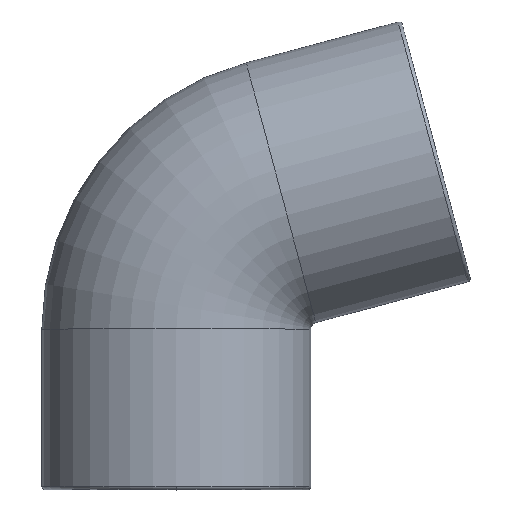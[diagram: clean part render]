
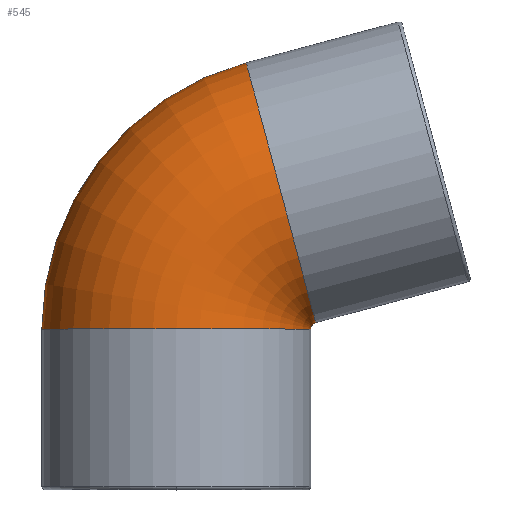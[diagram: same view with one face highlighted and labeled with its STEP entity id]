
A CAD part, top view. The second image highlights one B-rep face of the part: STEP entity #545.
In plain terms, the highlighted toroidal (fillet/blend) face has major radius 21 mm and minor radius 20 mm.
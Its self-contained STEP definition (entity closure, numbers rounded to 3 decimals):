
#31 = CIRCLE ( 'NONE', #1056, 20. ) ;
#157 = CARTESIAN_POINT ( 'NONE',  ( -20., 23.886, 0. ) ) ;
#287 = VERTEX_POINT ( 'NONE', #4011 ) ;
#324 = AXIS2_PLACEMENT_3D ( 'NONE', #3006, #4819, #4113 ) ;
#450 = CARTESIAN_POINT ( 'NONE',  ( 21., 23.886, 0. ) ) ;
#545 = ADVANCED_FACE ( 'NONE', ( #4134 ), #1573, .T. ) ;
#687 = EDGE_CURVE ( 'NONE', #1745, #287, #3050, .T. ) ;
#828 = EDGE_CURVE ( 'NONE', #4721, #1481, #2195, .T. ) ;
#929 = CIRCLE ( 'NONE', #3281, 20. ) ;
#1056 = AXIS2_PLACEMENT_3D ( 'NONE', #4205, #4525, #4181 ) ;
#1094 = EDGE_CURVE ( 'NONE', #1481, #287, #31, .T. ) ;
#1104 = DIRECTION ( 'NONE',  ( -1., 0., 0. ) ) ;
#1481 = VERTEX_POINT ( 'NONE', #3890 ) ;
#1573 = TOROIDAL_SURFACE ( 'NONE', #324, 21., 20. ) ;
#1689 = ORIENTED_EDGE ( 'NONE', *, *, #3374, .T. ) ;
#1745 = VERTEX_POINT ( 'NONE', #3186 ) ;
#1746 = DIRECTION ( 'NONE',  ( -1., 0., 0. ) ) ;
#1874 = CARTESIAN_POINT ( 'NONE',  ( 0., 23.886, 0. ) ) ;
#1963 = AXIS2_PLACEMENT_3D ( 'NONE', #4747, #4092, #1104 ) ;
#2195 = CIRCLE ( 'NONE', #1963, 41. ) ;
#2215 = DIRECTION ( 'NONE',  ( 0., 1., 0. ) ) ;
#2791 = ORIENTED_EDGE ( 'NONE', *, *, #687, .T. ) ;
#2829 = EDGE_LOOP ( 'NONE', ( #4407, #1689, #2791, #3959 ) ) ;
#2949 = DIRECTION ( 'NONE',  ( 0., 0., 1. ) ) ;
#3006 = CARTESIAN_POINT ( 'NONE',  ( 21., 23.886, 0. ) ) ;
#3050 = CIRCLE ( 'NONE', #4307, 1. ) ;
#3186 = CARTESIAN_POINT ( 'NONE',  ( 20., 23.886, 0. ) ) ;
#3281 = AXIS2_PLACEMENT_3D ( 'NONE', #1874, #2215, #2949 ) ;
#3374 = EDGE_CURVE ( 'NONE', #4721, #1745, #929, .T. ) ;
#3602 = DIRECTION ( 'NONE',  ( 0., 0., -1. ) ) ;
#3890 = CARTESIAN_POINT ( 'NONE',  ( 10.388, 63.489, 0. ) ) ;
#3959 = ORIENTED_EDGE ( 'NONE', *, *, #1094, .F. ) ;
#4011 = CARTESIAN_POINT ( 'NONE',  ( 20.741, 24.852, 0. ) ) ;
#4092 = DIRECTION ( 'NONE',  ( 0., 0., -1. ) ) ;
#4113 = DIRECTION ( 'NONE',  ( -1., 0., 0. ) ) ;
#4134 = FACE_OUTER_BOUND ( 'NONE', #2829, .T. ) ;
#4181 = DIRECTION ( 'NONE',  ( 0., 0., 1. ) ) ;
#4205 = CARTESIAN_POINT ( 'NONE',  ( 15.565, 44.171, 0. ) ) ;
#4307 = AXIS2_PLACEMENT_3D ( 'NONE', #450, #3602, #1746 ) ;
#4407 = ORIENTED_EDGE ( 'NONE', *, *, #828, .F. ) ;
#4525 = DIRECTION ( 'NONE',  ( 0.966, 0.259, 0. ) ) ;
#4721 = VERTEX_POINT ( 'NONE', #157 ) ;
#4747 = CARTESIAN_POINT ( 'NONE',  ( 21., 23.886, 0. ) ) ;
#4819 = DIRECTION ( 'NONE',  ( 0., 0., -1. ) ) ;
